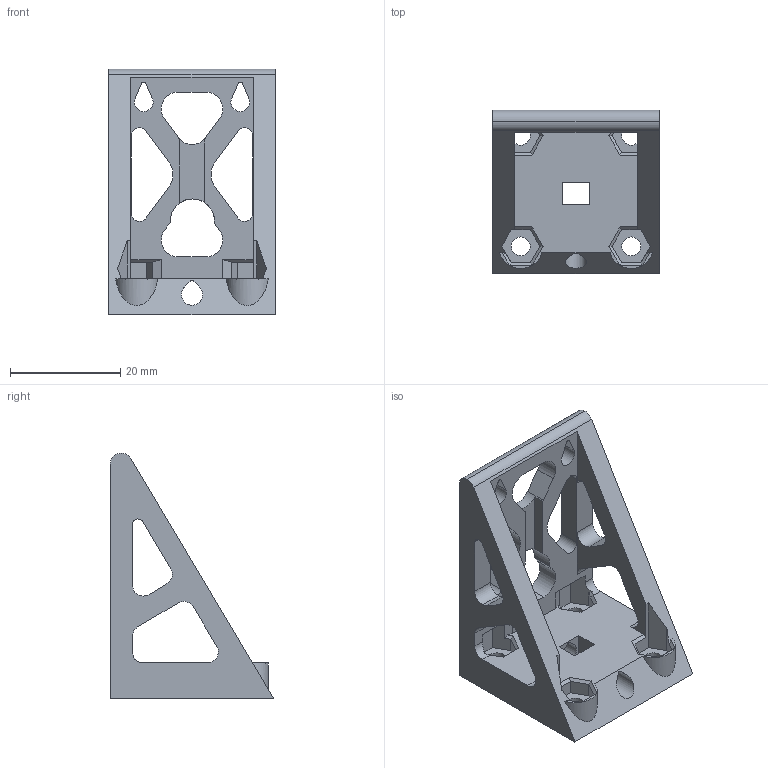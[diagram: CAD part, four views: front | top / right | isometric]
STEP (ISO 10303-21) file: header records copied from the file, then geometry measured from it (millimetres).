
FILE_DESCRIPTION (( 'STEP AP214' ), '1' );
FILE_NAME ('drive mount_v0.2.STEP', '2025-03-14T13:16:58', ( '' ), ( '' ), 'SwSTEP 2.0', 'SolidWorks 2025', '' );
FILE_SCHEMA (( 'AUTOMOTIVE_DESIGN' ));
Length unit declared in the file: millimetre
Products named in the file (1): drive mount_v0.2
Bounding box: 30.2 x 29.59 x 44.49 mm (x, y, z)
Volume: 8904.9 mm3; surface area: 7023.9 mm2
Topology: 1 solids, 1 shells, 170 faces, 489 edges, 321 vertices
Faces by surface type: plane 104, cylinder 56, cone 8, bspline 2
Entity records: 5746 total; most frequent: CARTESIAN_POINT 1141, ORIENTED_EDGE 978, DIRECTION 933, EDGE_CURVE 489, VECTOR 337, LINE 337, VERTEX_POINT 321, AXIS2_PLACEMENT_3D 298
